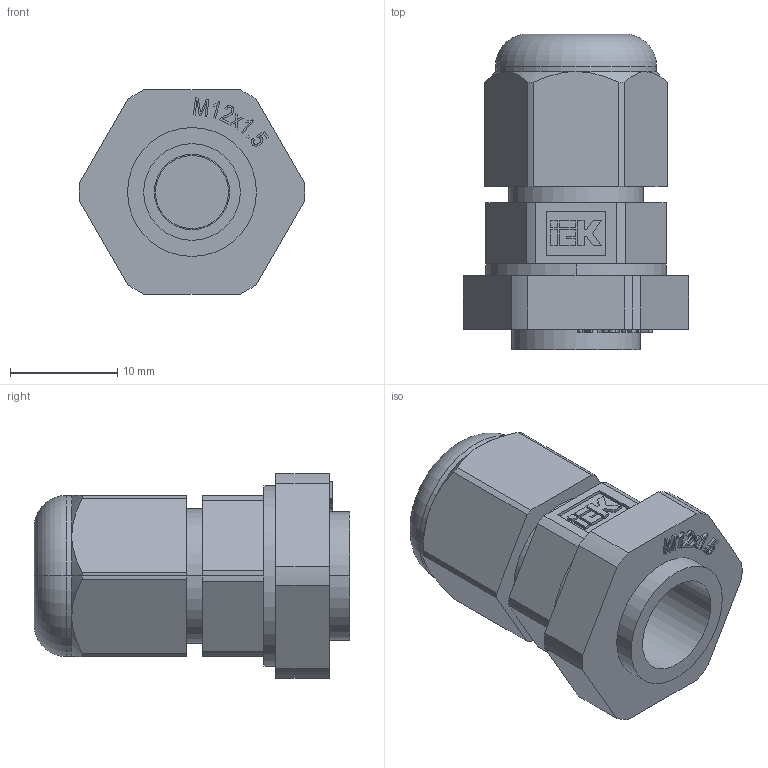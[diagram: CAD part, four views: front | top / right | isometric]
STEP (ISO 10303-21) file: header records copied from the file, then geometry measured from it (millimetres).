
FILE_DESCRIPTION (( 'STEP AP214' ), '1' );
FILE_NAME ('YSA20-06-07-54-K41 Ñàëüíèê PG7 äèàìåòð ïðîâîäíèêà 5-6ìì IP54 ÈÝÊ.STEP', '2016-11-25T12:24:44', ( '' ), ( '' ), 'SwSTEP 2.0', 'SolidWorks 2014', '' );
FILE_SCHEMA (( 'AUTOMOTIVE_DESIGN' ));
Length unit declared in the file: millimetre
Products named in the file (1): YSA20-06-07-54-K41 Ñàëüíèê PG7 äèàìåòð ïðîâîäíèêà 5-6ìì IP54 ÈÝÊ
Bounding box: 20.99 x 29.4 x 19 mm (x, y, z)
Volume: 4076 mm3; surface area: 5330.6 mm2
Topology: 5 solids, 5 shells, 325 faces, 858 edges, 567 vertices
Faces by surface type: plane 212, cylinder 49, bspline 38, cone 22, torus 4
Entity records: 12315 total; most frequent: CARTESIAN_POINT 4382, ORIENTED_EDGE 1716, DIRECTION 1471, EDGE_CURVE 858, VERTEX_POINT 567, LINE 547, VECTOR 547, AXIS2_PLACEMENT_3D 462
